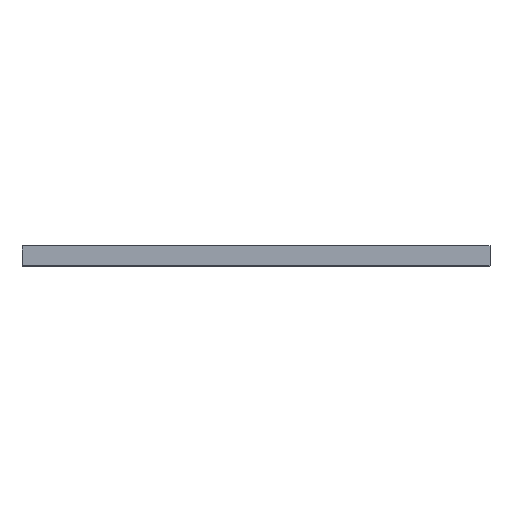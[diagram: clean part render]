
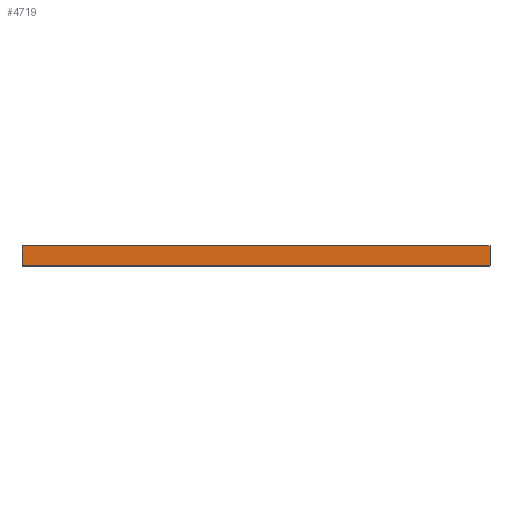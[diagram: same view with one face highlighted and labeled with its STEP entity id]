
A CAD part, top view. The second image highlights one B-rep face of the part: STEP entity #4719.
In plain terms, the highlighted planar face has unit normal (0, 0, 1).
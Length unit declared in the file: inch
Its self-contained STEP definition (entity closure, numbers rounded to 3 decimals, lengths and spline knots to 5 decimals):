
#45 = VECTOR ( 'NONE', #5857, 39.37008 ) ;
#76 = CARTESIAN_POINT ( 'NONE',  ( -11.8125, 0., 6.5 ) ) ;
#252 = EDGE_LOOP ( 'NONE', ( #3976, #5735, #8160, #5376 ) ) ;
#898 = LINE ( 'NONE', #2811, #3998 ) ;
#995 = EDGE_CURVE ( 'NONE', #7622, #6251, #6560, .T. ) ;
#1073 = EDGE_CURVE ( 'NONE', #6251, #5659, #4071, .T. ) ;
#1089 = CARTESIAN_POINT ( 'NONE',  ( -11.8125, 0., 6.5 ) ) ;
#1566 = EDGE_CURVE ( 'NONE', #7622, #1955, #898, .T. ) ;
#1587 = DIRECTION ( 'NONE',  ( 0., 0., -1. ) ) ;
#1955 = VERTEX_POINT ( 'NONE', #1089 ) ;
#2040 = EDGE_CURVE ( 'NONE', #1955, #5659, #7869, .T. ) ;
#2653 = AXIS2_PLACEMENT_3D ( 'NONE', #4806, #1587, #7481 ) ;
#2811 = CARTESIAN_POINT ( 'NONE',  ( -11.8125, 1., 6.5 ) ) ;
#2867 = FACE_OUTER_BOUND ( 'NONE', #252, .T. ) ;
#3312 = CARTESIAN_POINT ( 'NONE',  ( 11.8125, 1., 6.5 ) ) ;
#3976 = ORIENTED_EDGE ( 'NONE', *, *, #2040, .T. ) ;
#3998 = VECTOR ( 'NONE', #6658, 39.37008 ) ;
#4071 = LINE ( 'NONE', #6687, #45 ) ;
#4113 = DIRECTION ( 'NONE',  ( 1., 0., 0. ) ) ;
#4156 = CARTESIAN_POINT ( 'NONE',  ( -11.8125, 1., 6.5 ) ) ;
#4719 = ADVANCED_FACE ( 'NONE', ( #2867 ), #5426, .F. ) ;
#4800 = VECTOR ( 'NONE', #8391, 39.37008 ) ;
#4806 = CARTESIAN_POINT ( 'NONE',  ( -11.8125, 1., 6.5 ) ) ;
#5376 = ORIENTED_EDGE ( 'NONE', *, *, #1566, .T. ) ;
#5426 = PLANE ( 'NONE',  #2653 ) ;
#5446 = VECTOR ( 'NONE', #4113, 39.37008 ) ;
#5659 = VERTEX_POINT ( 'NONE', #6174 ) ;
#5735 = ORIENTED_EDGE ( 'NONE', *, *, #1073, .F. ) ;
#5857 = DIRECTION ( 'NONE',  ( 0., -1., 0. ) ) ;
#6174 = CARTESIAN_POINT ( 'NONE',  ( 11.8125, 0., 6.5 ) ) ;
#6251 = VERTEX_POINT ( 'NONE', #3312 ) ;
#6560 = LINE ( 'NONE', #4156, #5446 ) ;
#6658 = DIRECTION ( 'NONE',  ( 0., -1., 0. ) ) ;
#6687 = CARTESIAN_POINT ( 'NONE',  ( 11.8125, 1., 6.5 ) ) ;
#7481 = DIRECTION ( 'NONE',  ( -1., 0., 0. ) ) ;
#7622 = VERTEX_POINT ( 'NONE', #7801 ) ;
#7801 = CARTESIAN_POINT ( 'NONE',  ( -11.8125, 1., 6.5 ) ) ;
#7869 = LINE ( 'NONE', #76, #4800 ) ;
#8160 = ORIENTED_EDGE ( 'NONE', *, *, #995, .F. ) ;
#8391 = DIRECTION ( 'NONE',  ( 1., 0., 0. ) ) ;
